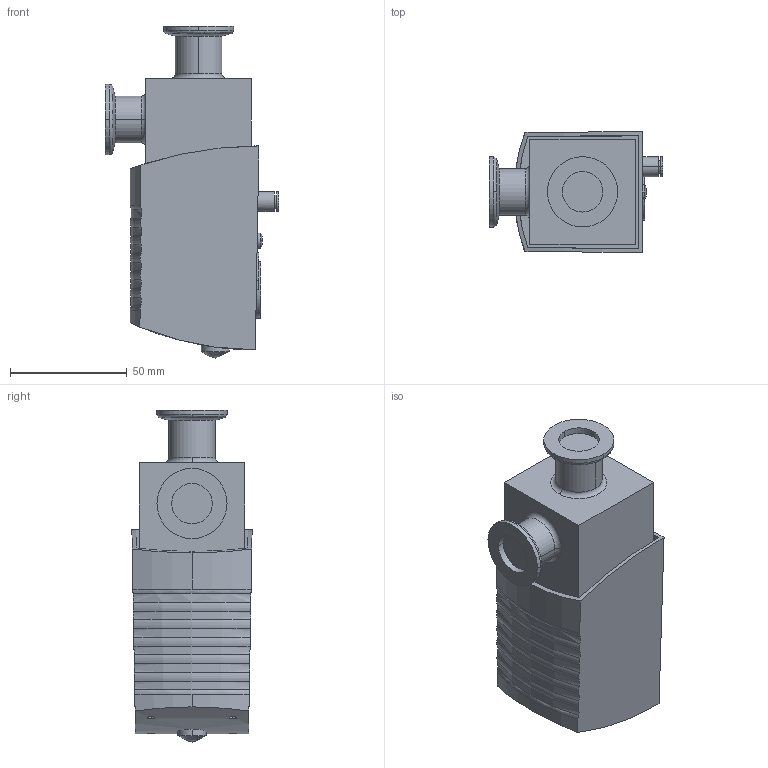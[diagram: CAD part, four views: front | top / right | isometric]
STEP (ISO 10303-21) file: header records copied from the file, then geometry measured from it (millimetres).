
FILE_DESCRIPTION (( 'STEP AP214' ), '1' );
FILE_NAME ('PFA38403.step', '2017-07-10T09:50:56', ( 'install' ), ( '' ), 'SwSTEP 2.0', 'SolidWorks 2015', '' );
FILE_SCHEMA (( 'AUTOMOTIVE_DESIGN' ));
Length unit declared in the file: millimetre
Products named in the file (1): PFA38403
Bounding box: 74.4 x 51.4 x 142 mm (x, y, z)
Volume: 286210.5 mm3; surface area: 37616.5 mm2
Topology: 1 solids, 1 shells, 115 faces, 279 edges, 184 vertices
Faces by surface type: cylinder 43, plane 40, bspline 17, torus 11, cone 4
Entity records: 5441 total; most frequent: CARTESIAN_POINT 1564, ORIENTED_EDGE 558, DIRECTION 505, EDGE_CURVE 279, AXIS2_PLACEMENT_3D 204, VERTEX_POINT 184, EDGE_LOOP 133, UNCERTAINTY_MEASURE_WITH_UNIT 118
